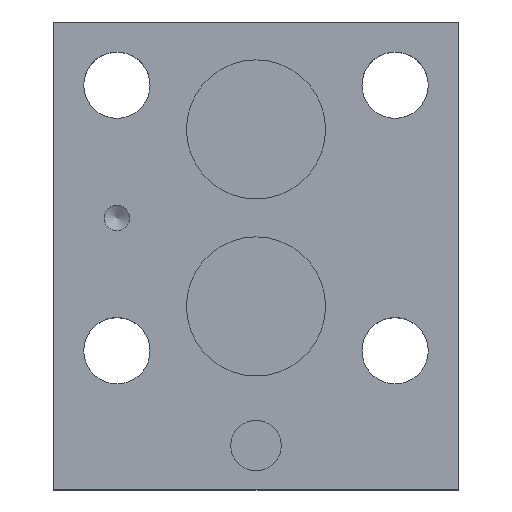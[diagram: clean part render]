
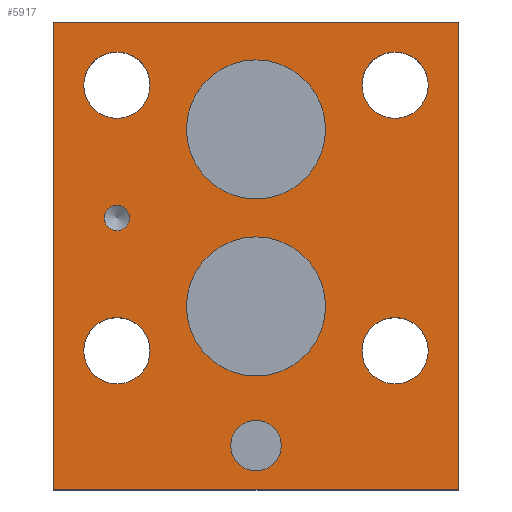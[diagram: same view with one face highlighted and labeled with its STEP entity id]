
A CAD part, top view. The second image highlights one B-rep face of the part: STEP entity #5917.
In plain terms, the highlighted planar face has unit normal (0, 0, 1).
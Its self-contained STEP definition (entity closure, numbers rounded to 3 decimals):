
#15=CIRCLE('',#6133,6.35);
#16=CIRCLE('',#6134,6.35);
#19=CIRCLE('',#6139,17.463);
#20=CIRCLE('',#6140,17.463);
#23=CIRCLE('',#6145,17.463);
#24=CIRCLE('',#6146,17.463);
#29=CIRCLE('',#6154,3.175);
#30=CIRCLE('',#6155,3.175);
#31=CIRCLE('',#6157,8.331);
#32=CIRCLE('',#6158,8.331);
#34=CIRCLE('',#6161,8.331);
#35=CIRCLE('',#6162,8.331);
#37=CIRCLE('',#6165,8.331);
#38=CIRCLE('',#6166,8.331);
#40=CIRCLE('',#6169,8.331);
#41=CIRCLE('',#6170,8.331);
#76=FACE_BOUND('',#910,.T.);
#77=FACE_BOUND('',#911,.T.);
#78=FACE_BOUND('',#912,.T.);
#79=FACE_BOUND('',#913,.T.);
#80=FACE_BOUND('',#914,.T.);
#81=FACE_BOUND('',#915,.T.);
#82=FACE_BOUND('',#916,.T.);
#83=FACE_BOUND('',#917,.T.);
#294=PLANE('',#6176);
#589=FACE_OUTER_BOUND('',#909,.T.);
#909=EDGE_LOOP('',(#5249,#5250,#5251,#5252));
#910=EDGE_LOOP('',(#5253,#5254));
#911=EDGE_LOOP('',(#5255,#5256));
#912=EDGE_LOOP('',(#5257,#5258));
#913=EDGE_LOOP('',(#5259,#5260));
#914=EDGE_LOOP('',(#5261,#5262));
#915=EDGE_LOOP('',(#5263,#5264));
#916=EDGE_LOOP('',(#5265,#5266));
#917=EDGE_LOOP('',(#5267,#5268));
#1148=LINE('',#8942,#1769);
#1538=LINE('',#9936,#2159);
#1541=LINE('',#9940,#2162);
#1543=LINE('',#9944,#2164);
#1769=VECTOR('',#6523,10.);
#2159=VECTOR('',#7275,10.);
#2162=VECTOR('',#7280,10.);
#2164=VECTOR('',#7286,10.);
#2565=VERTEX_POINT('',#8939);
#2566=VERTEX_POINT('',#8941);
#2829=VERTEX_POINT('',#9852);
#2830=VERTEX_POINT('',#9853);
#2833=VERTEX_POINT('',#9863);
#2834=VERTEX_POINT('',#9864);
#2837=VERTEX_POINT('',#9874);
#2838=VERTEX_POINT('',#9875);
#2844=VERTEX_POINT('',#9892);
#2845=VERTEX_POINT('',#9893);
#2846=VERTEX_POINT('',#9898);
#2847=VERTEX_POINT('',#9899);
#2849=VERTEX_POINT('',#9906);
#2850=VERTEX_POINT('',#9907);
#2852=VERTEX_POINT('',#9914);
#2853=VERTEX_POINT('',#9915);
#2855=VERTEX_POINT('',#9922);
#2856=VERTEX_POINT('',#9923);
#2860=VERTEX_POINT('',#9933);
#2861=VERTEX_POINT('',#9935);
#3227=EDGE_CURVE('',#2566,#2565,#1148,.T.);
#3622=EDGE_CURVE('',#2829,#2830,#15,.T.);
#3623=EDGE_CURVE('',#2830,#2829,#16,.T.);
#3627=EDGE_CURVE('',#2833,#2834,#19,.T.);
#3628=EDGE_CURVE('',#2834,#2833,#20,.T.);
#3632=EDGE_CURVE('',#2837,#2838,#23,.T.);
#3633=EDGE_CURVE('',#2838,#2837,#24,.T.);
#3640=EDGE_CURVE('',#2844,#2845,#29,.T.);
#3641=EDGE_CURVE('',#2845,#2844,#30,.T.);
#3643=EDGE_CURVE('',#2846,#2847,#31,.T.);
#3644=EDGE_CURVE('',#2847,#2846,#32,.T.);
#3647=EDGE_CURVE('',#2849,#2850,#34,.T.);
#3648=EDGE_CURVE('',#2850,#2849,#35,.T.);
#3651=EDGE_CURVE('',#2852,#2853,#37,.T.);
#3652=EDGE_CURVE('',#2853,#2852,#38,.T.);
#3655=EDGE_CURVE('',#2855,#2856,#40,.T.);
#3656=EDGE_CURVE('',#2856,#2855,#41,.T.);
#3661=EDGE_CURVE('',#2861,#2860,#1538,.T.);
#3664=EDGE_CURVE('',#2565,#2861,#1541,.T.);
#3666=EDGE_CURVE('',#2860,#2566,#1543,.T.);
#5249=ORIENTED_EDGE('',*,*,#3666,.T.);
#5250=ORIENTED_EDGE('',*,*,#3227,.T.);
#5251=ORIENTED_EDGE('',*,*,#3664,.T.);
#5252=ORIENTED_EDGE('',*,*,#3661,.T.);
#5253=ORIENTED_EDGE('',*,*,#3622,.T.);
#5254=ORIENTED_EDGE('',*,*,#3623,.T.);
#5255=ORIENTED_EDGE('',*,*,#3627,.T.);
#5256=ORIENTED_EDGE('',*,*,#3628,.T.);
#5257=ORIENTED_EDGE('',*,*,#3632,.T.);
#5258=ORIENTED_EDGE('',*,*,#3633,.T.);
#5259=ORIENTED_EDGE('',*,*,#3640,.T.);
#5260=ORIENTED_EDGE('',*,*,#3641,.T.);
#5261=ORIENTED_EDGE('',*,*,#3643,.T.);
#5262=ORIENTED_EDGE('',*,*,#3644,.T.);
#5263=ORIENTED_EDGE('',*,*,#3647,.T.);
#5264=ORIENTED_EDGE('',*,*,#3648,.T.);
#5265=ORIENTED_EDGE('',*,*,#3651,.T.);
#5266=ORIENTED_EDGE('',*,*,#3652,.T.);
#5267=ORIENTED_EDGE('',*,*,#3655,.T.);
#5268=ORIENTED_EDGE('',*,*,#3656,.T.);
#5917=ADVANCED_FACE('',(#589,#76,#77,#78,#79,#80,#81,#82,#83),#294,.T.);
#6133=AXIS2_PLACEMENT_3D('',#9854,#7184,#7185);
#6134=AXIS2_PLACEMENT_3D('',#9855,#7186,#7187);
#6139=AXIS2_PLACEMENT_3D('',#9865,#7197,#7198);
#6140=AXIS2_PLACEMENT_3D('',#9866,#7199,#7200);
#6145=AXIS2_PLACEMENT_3D('',#9876,#7210,#7211);
#6146=AXIS2_PLACEMENT_3D('',#9877,#7212,#7213);
#6154=AXIS2_PLACEMENT_3D('',#9894,#7230,#7231);
#6155=AXIS2_PLACEMENT_3D('',#9895,#7232,#7233);
#6157=AXIS2_PLACEMENT_3D('',#9900,#7237,#7238);
#6158=AXIS2_PLACEMENT_3D('',#9901,#7239,#7240);
#6161=AXIS2_PLACEMENT_3D('',#9908,#7246,#7247);
#6162=AXIS2_PLACEMENT_3D('',#9909,#7248,#7249);
#6165=AXIS2_PLACEMENT_3D('',#9916,#7255,#7256);
#6166=AXIS2_PLACEMENT_3D('',#9917,#7257,#7258);
#6169=AXIS2_PLACEMENT_3D('',#9924,#7264,#7265);
#6170=AXIS2_PLACEMENT_3D('',#9925,#7266,#7267);
#6176=AXIS2_PLACEMENT_3D('',#9945,#7287,#7288);
#6523=DIRECTION('',(0.,1.,0.));
#7184=DIRECTION('center_axis',(0.,0.,-1.));
#7185=DIRECTION('ref_axis',(1.,0.,0.));
#7186=DIRECTION('center_axis',(0.,0.,-1.));
#7187=DIRECTION('ref_axis',(1.,0.,0.));
#7197=DIRECTION('center_axis',(0.,0.,-1.));
#7198=DIRECTION('ref_axis',(1.,0.,0.));
#7199=DIRECTION('center_axis',(0.,0.,-1.));
#7200=DIRECTION('ref_axis',(1.,0.,0.));
#7210=DIRECTION('center_axis',(0.,0.,-1.));
#7211=DIRECTION('ref_axis',(1.,0.,0.));
#7212=DIRECTION('center_axis',(0.,0.,-1.));
#7213=DIRECTION('ref_axis',(1.,0.,0.));
#7230=DIRECTION('center_axis',(0.,0.,-1.));
#7231=DIRECTION('ref_axis',(1.,0.,0.));
#7232=DIRECTION('center_axis',(0.,0.,-1.));
#7233=DIRECTION('ref_axis',(1.,0.,0.));
#7237=DIRECTION('center_axis',(0.,0.,-1.));
#7238=DIRECTION('ref_axis',(1.,0.,0.));
#7239=DIRECTION('center_axis',(0.,0.,-1.));
#7240=DIRECTION('ref_axis',(1.,0.,0.));
#7246=DIRECTION('center_axis',(0.,0.,-1.));
#7247=DIRECTION('ref_axis',(1.,0.,0.));
#7248=DIRECTION('center_axis',(0.,0.,-1.));
#7249=DIRECTION('ref_axis',(1.,0.,0.));
#7255=DIRECTION('center_axis',(0.,0.,-1.));
#7256=DIRECTION('ref_axis',(1.,0.,0.));
#7257=DIRECTION('center_axis',(0.,0.,-1.));
#7258=DIRECTION('ref_axis',(1.,0.,0.));
#7264=DIRECTION('center_axis',(0.,0.,-1.));
#7265=DIRECTION('ref_axis',(1.,0.,0.));
#7266=DIRECTION('center_axis',(0.,0.,-1.));
#7267=DIRECTION('ref_axis',(1.,0.,0.));
#7275=DIRECTION('',(0.,-1.,0.));
#7280=DIRECTION('',(-1.,0.,0.));
#7286=DIRECTION('',(1.,0.,0.));
#7287=DIRECTION('center_axis',(0.,0.,1.));
#7288=DIRECTION('ref_axis',(1.,0.,0.));
#8939=CARTESIAN_POINT('',(101.6,117.475,25.4));
#8941=CARTESIAN_POINT('',(101.6,0.,25.4));
#8942=CARTESIAN_POINT('',(101.6,0.,25.4));
#9852=CARTESIAN_POINT('',(57.15,11.1,25.4));
#9853=CARTESIAN_POINT('',(44.45,11.1,25.4));
#9854=CARTESIAN_POINT('Origin',(50.8,11.1,25.4));
#9855=CARTESIAN_POINT('Origin',(50.8,11.1,25.4));
#9863=CARTESIAN_POINT('',(68.263,46.05,25.4));
#9864=CARTESIAN_POINT('',(33.338,46.05,25.4));
#9865=CARTESIAN_POINT('Origin',(50.8,46.05,25.4));
#9866=CARTESIAN_POINT('Origin',(50.8,46.05,25.4));
#9874=CARTESIAN_POINT('',(68.263,90.5,25.4));
#9875=CARTESIAN_POINT('',(33.338,90.5,25.4));
#9876=CARTESIAN_POINT('Origin',(50.8,90.5,25.4));
#9877=CARTESIAN_POINT('Origin',(50.8,90.5,25.4));
#9892=CARTESIAN_POINT('',(19.05,68.275,25.4));
#9893=CARTESIAN_POINT('',(12.7,68.275,25.4));
#9894=CARTESIAN_POINT('Origin',(15.875,68.275,25.4));
#9895=CARTESIAN_POINT('Origin',(15.875,68.275,25.4));
#9898=CARTESIAN_POINT('',(24.206,34.925,25.4));
#9899=CARTESIAN_POINT('',(7.544,34.925,25.4));
#9900=CARTESIAN_POINT('Origin',(15.875,34.925,25.4));
#9901=CARTESIAN_POINT('Origin',(15.875,34.925,25.4));
#9906=CARTESIAN_POINT('',(94.056,101.6,25.4));
#9907=CARTESIAN_POINT('',(77.394,101.6,25.4));
#9908=CARTESIAN_POINT('Origin',(85.725,101.6,25.4));
#9909=CARTESIAN_POINT('Origin',(85.725,101.6,25.4));
#9914=CARTESIAN_POINT('',(24.206,101.6,25.4));
#9915=CARTESIAN_POINT('',(7.544,101.6,25.4));
#9916=CARTESIAN_POINT('Origin',(15.875,101.6,25.4));
#9917=CARTESIAN_POINT('Origin',(15.875,101.6,25.4));
#9922=CARTESIAN_POINT('',(94.056,34.925,25.4));
#9923=CARTESIAN_POINT('',(77.394,34.925,25.4));
#9924=CARTESIAN_POINT('Origin',(85.725,34.925,25.4));
#9925=CARTESIAN_POINT('Origin',(85.725,34.925,25.4));
#9933=CARTESIAN_POINT('',(0.,0.,25.4));
#9935=CARTESIAN_POINT('',(0.,117.475,25.4));
#9936=CARTESIAN_POINT('',(0.,117.475,25.4));
#9940=CARTESIAN_POINT('',(101.6,117.475,25.4));
#9944=CARTESIAN_POINT('',(0.,0.,25.4));
#9945=CARTESIAN_POINT('Origin',(50.8,58.738,25.4));
